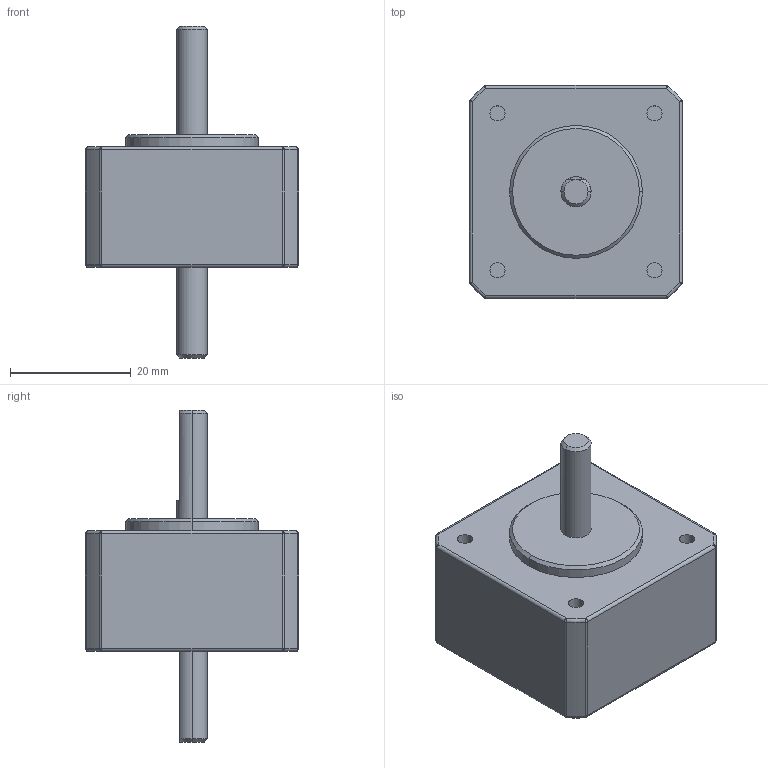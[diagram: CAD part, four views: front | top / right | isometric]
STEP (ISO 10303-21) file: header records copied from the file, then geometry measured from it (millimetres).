
FILE_DESCRIPTION (( 'STEP AP214' ), '1' );
FILE_NAME ('AM14HA74A0-02.STEP', '2016-06-15T03:19:31', ( 'jrww' ), ( 'jrww' ), 'SwSTEP 2.0', 'SolidWorks 2011', '' );
FILE_SCHEMA (( 'AUTOMOTIVE_DESIGN' ));
Length unit declared in the file: millimetre
Products named in the file (1): AM14HA74A0-02
Bounding box: 35.3 x 35.3 x 55 mm (x, y, z)
Volume: 25983.4 mm3; surface area: 5813.2 mm2
Topology: 1 solids, 1 shells, 83 faces, 174 edges, 92 vertices
Faces by surface type: cylinder 35, plane 16, sphere 16, cone 8, torus 8
Entity records: 2190 total; most frequent: DIRECTION 434, CARTESIAN_POINT 370, ORIENTED_EDGE 332, AXIS2_PLACEMENT_3D 188, EDGE_CURVE 166, CIRCLE 104, VERTEX_POINT 92, EDGE_LOOP 90
